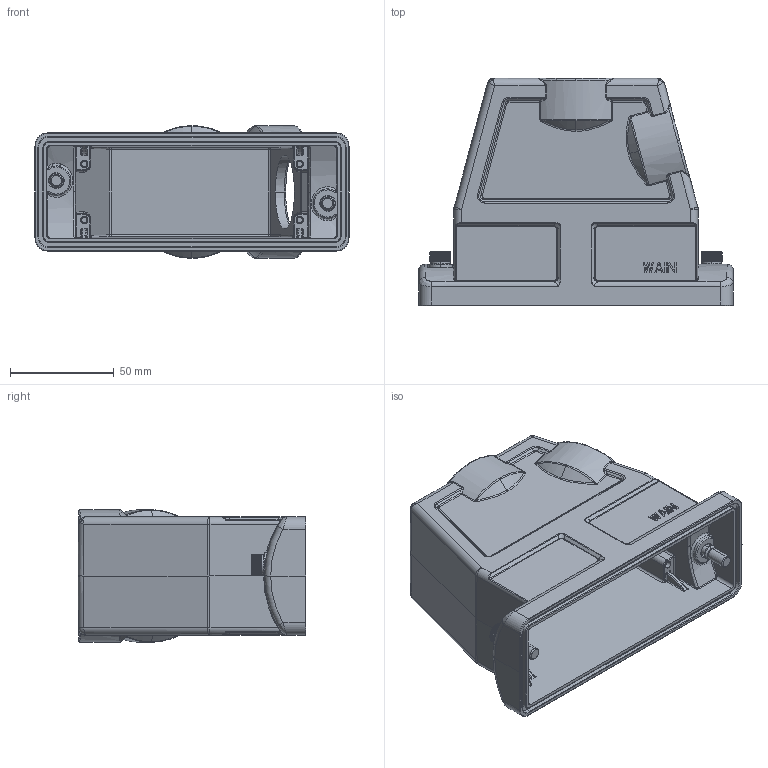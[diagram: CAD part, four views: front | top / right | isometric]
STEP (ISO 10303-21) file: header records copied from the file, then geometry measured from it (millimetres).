
FILE_DESCRIPTION((''),'2;1');
FILE_NAME('HC24B-SEHH-2S-PG29_ASM_ASM','2020-11-12T',('dn.ye'),(''),'PRO/ENGINEER BY PARAMETRIC TECHNOLOGY CORPORATION, 2012480','PRO/ENGINEER BY PARAMETRIC TECHNOLOGY CORPORATION, 2012480','');
FILE_SCHEMA(('CONFIG_CONTROL_DESIGN'));
Products named in the file (12): MSBR-11; MSBR-10; MSBR-9; MSBR-8; MSBR-7; MSBR-6; MSBR-5; MSBR-4; MSBR-3; MSBR-2; MSBR-1; HC24B-SEHH-2S-PG29_ASM_ASM
Assembly tree (11 placements, depth 2):
  HC24B-SEHH-2S-PG29_ASM_ASM
    MSBR-11
    MSBR-10
    MSBR-9
    MSBR-8
    MSBR-7
    MSBR-6
    MSBR-5
    MSBR-4
    MSBR-3
    MSBR-2
    MSBR-1
Bounding box: 152 x 110 x 64 mm (x, y, z)
Volume: 210108.8 mm3; surface area: 85834.8 mm2
Topology: 11 solids, 11 shells, 1349 faces, 3518 edges, 2175 vertices
Faces by surface type: plane 555, cylinder 421, bspline 196, torus 98, cone 44, sphere 35
Entity records: 51232 total; most frequent: CARTESIAN_POINT 19931, ORIENTED_EDGE 6958, DIRECTION 5922, EDGE_CURVE 3479, VERTEX_POINT 2175, AXIS2_PLACEMENT_3D 2156, VECTOR 1610, LINE 1610
